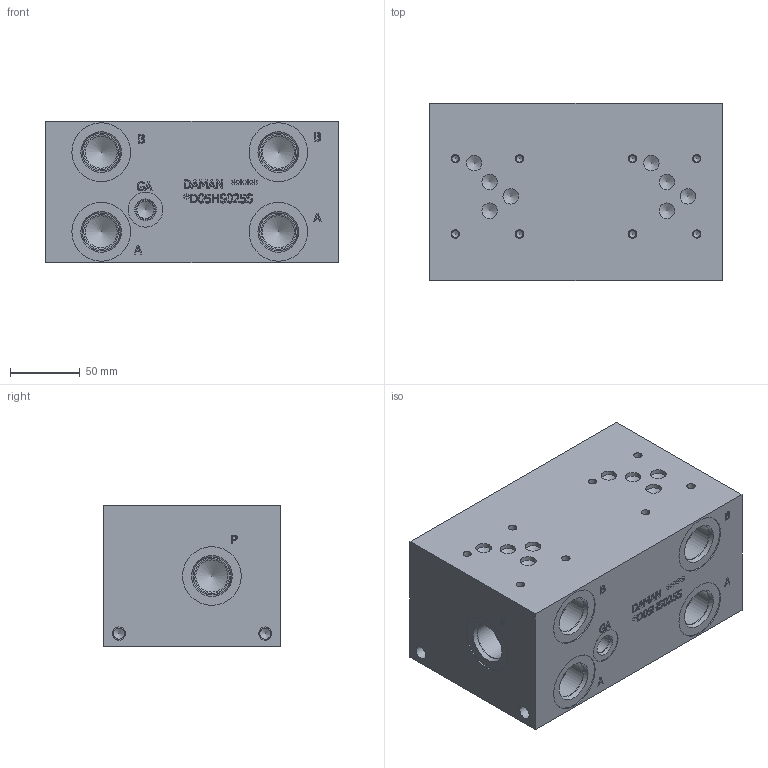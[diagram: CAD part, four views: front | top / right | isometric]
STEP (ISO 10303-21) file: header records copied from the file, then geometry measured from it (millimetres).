
FILE_DESCRIPTION(/* description */ (''),/* implementation_level */ '2;1');
FILE_NAME(/* name */ '_D05HS025S.stp',/* time_stamp */ '2021-07-23T12:50:03-04:00',/* author */ ('anthonyv'),/* organization */ (''),/* preprocessor_version */ 'ST-DEVELOPER v18.1',/* originating_system */ 'Autodesk Inventor 2021',/* authorisation */ '');
FILE_SCHEMA (('AUTOMOTIVE_DESIGN { 1 0 10303 214 3 1 1 }'));
Length unit declared in the file: millimetre
Products named in the file (1): _D05HS025S
Bounding box: 209.55 x 127 x 101.6 mm (x, y, z)
Volume: 2577646.6 mm3; surface area: 144863.9 mm2
Topology: 1 solids, 1 shells, 610 faces, 1671 edges, 1130 vertices
Faces by surface type: plane 336, bspline 159, cylinder 67, cone 48
Full cylindrical faces by diameter (mm): 5.004 x8, 5.994 x8, 7.925 x4, 9.525 x4, 11.125 x8, 12.294 x1, 12.9 x1, 14.275 x1, 14.529 x1, 23.012 x6, 24.917 x6, 25.019 x1, 26.99 x2, 27 x4, 27.432 x6, 42.037 x6
Entity records: 20542 total; most frequent: CARTESIAN_POINT 5452, ORIENTED_EDGE 3288, DIRECTION 2481, EDGE_CURVE 1644, VERTEX_POINT 1130, LINE 1075, VECTOR 1075, EDGE_LOOP 704
